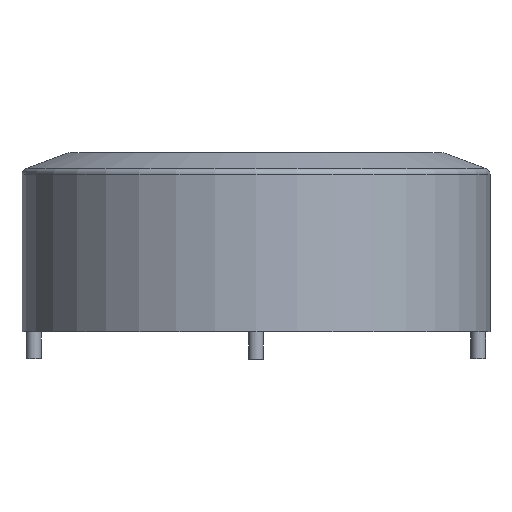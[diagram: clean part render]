
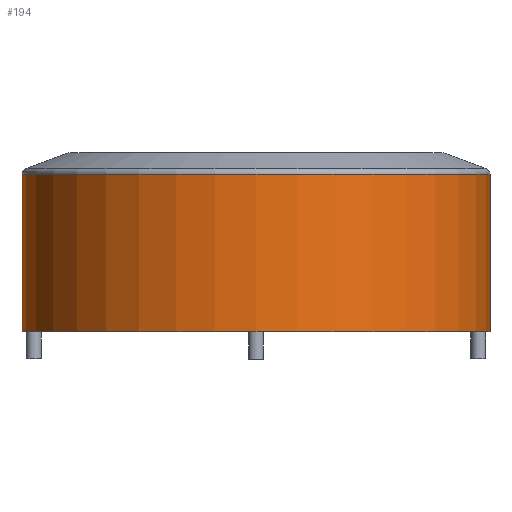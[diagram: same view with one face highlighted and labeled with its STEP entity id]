
A CAD part, front view. The second image highlights one B-rep face of the part: STEP entity #194.
In plain terms, the highlighted cylindrical face has radius 40 mm (diameter 80 mm), a full revolution.
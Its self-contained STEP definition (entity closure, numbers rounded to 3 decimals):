
#20=CYLINDRICAL_SURFACE('',#229,40.);
#27=LINE('',#342,#35);
#35=VECTOR('',#275,40.);
#48=FACE_OUTER_BOUND('',#62,.T.);
#62=EDGE_LOOP('',(#148,#149,#150,#151,#152));
#81=CIRCLE('',#224,40.);
#82=CIRCLE('',#225,40.);
#85=CIRCLE('',#230,40.);
#98=VERTEX_POINT('',#330);
#99=VERTEX_POINT('',#332);
#101=VERTEX_POINT('',#341);
#114=EDGE_CURVE('',#98,#99,#81,.T.);
#115=EDGE_CURVE('',#99,#98,#82,.T.);
#119=EDGE_CURVE('',#99,#101,#27,.T.);
#120=EDGE_CURVE('',#101,#101,#85,.T.);
#148=ORIENTED_EDGE('',*,*,#115,.F.);
#149=ORIENTED_EDGE('',*,*,#119,.T.);
#150=ORIENTED_EDGE('',*,*,#120,.T.);
#151=ORIENTED_EDGE('',*,*,#119,.F.);
#152=ORIENTED_EDGE('',*,*,#114,.F.);
#194=ADVANCED_FACE('',(#48),#20,.T.);
#224=AXIS2_PLACEMENT_3D('',#333,#262,#263);
#225=AXIS2_PLACEMENT_3D('',#334,#264,#265);
#229=AXIS2_PLACEMENT_3D('',#340,#273,#274);
#230=AXIS2_PLACEMENT_3D('',#343,#276,#277);
#262=DIRECTION('center_axis',(0.,0.,1.));
#263=DIRECTION('ref_axis',(-1.,0.,0.));
#264=DIRECTION('center_axis',(0.,0.,1.));
#265=DIRECTION('ref_axis',(-1.,0.,0.));
#273=DIRECTION('center_axis',(0.,0.,1.));
#274=DIRECTION('ref_axis',(-1.,0.,0.));
#275=DIRECTION('',(0.,0.,-1.));
#276=DIRECTION('center_axis',(0.,0.,1.));
#277=DIRECTION('ref_axis',(-1.,0.,0.));
#330=CARTESIAN_POINT('',(-40.,0.,5.907));
#332=CARTESIAN_POINT('',(40.,0.,5.907));
#333=CARTESIAN_POINT('Origin',(0.,0.,5.907));
#334=CARTESIAN_POINT('Origin',(0.,0.,5.907));
#340=CARTESIAN_POINT('Origin',(0.,0.,-21.1));
#341=CARTESIAN_POINT('',(40.,0.,-21.));
#342=CARTESIAN_POINT('',(40.,0.,-21.1));
#343=CARTESIAN_POINT('Origin',(0.,0.,-21.));
